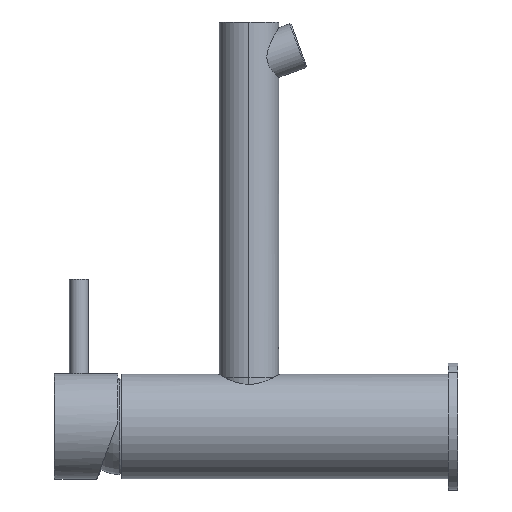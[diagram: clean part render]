
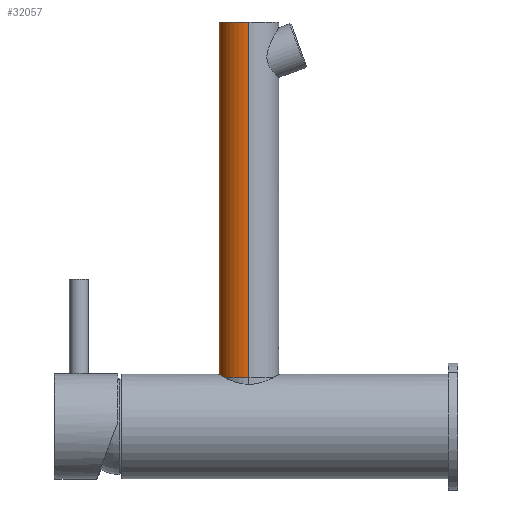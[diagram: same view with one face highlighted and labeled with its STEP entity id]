
A CAD part, left-side view. The second image highlights one B-rep face of the part: STEP entity #32057.
In plain terms, the highlighted cylindrical face has radius 12.7 mm (diameter 25.4 mm), a partial arc.
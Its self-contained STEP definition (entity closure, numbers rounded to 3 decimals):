
#899 = EDGE_CURVE ( 'NONE', #72842, #48365, #74063, .T. ) ;
#3061 = EDGE_CURVE ( 'NONE', #9974, #46548, #50497, .T. ) ;
#7191 = CYLINDRICAL_SURFACE ( 'NONE', #16104, 12.7 ) ;
#9974 = VERTEX_POINT ( 'NONE', #11650 ) ;
#11240 = DIRECTION ( 'NONE',  ( 1., 0., 0. ) ) ;
#11650 = CARTESIAN_POINT ( 'NONE',  ( 12.7, 84.7, 20.93 ) ) ;
#16104 = AXIS2_PLACEMENT_3D ( 'NONE', #87421, #44974, #29684 ) ;
#21787 = LINE ( 'NONE', #88452, #76571 ) ;
#22505 = LINE ( 'NONE', #48307, #39288 ) ;
#23869 = ORIENTED_EDGE ( 'NONE', *, *, #3061, .T. ) ;
#29684 = DIRECTION ( 'NONE',  ( 1., 0., 0. ) ) ;
#32057 = ADVANCED_FACE ( 'NONE', ( #68679 ), #7191, .T. ) ;
#35902 = DIRECTION ( 'NONE',  ( 1., 0., 0. ) ) ;
#38498 = DIRECTION ( 'NONE',  ( 0., 0., 1. ) ) ;
#39288 = VECTOR ( 'NONE', #48914, 1000. ) ;
#43156 = ORIENTED_EDGE ( 'NONE', *, *, #60120, .F. ) ;
#44682 = CARTESIAN_POINT ( 'NONE',  ( 0., 84.7, 20.93 ) ) ;
#44974 = DIRECTION ( 'NONE',  ( 0., 0., 1. ) ) ;
#46273 = ORIENTED_EDGE ( 'NONE', *, *, #899, .F. ) ;
#46507 = EDGE_LOOP ( 'NONE', ( #23869, #53839, #46273, #43156 ) ) ;
#46548 = VERTEX_POINT ( 'NONE', #90058 ) ;
#48307 = CARTESIAN_POINT ( 'NONE',  ( 12.7, 84.7, 171.93 ) ) ;
#48365 = VERTEX_POINT ( 'NONE', #81288 ) ;
#48914 = DIRECTION ( 'NONE',  ( 0., 0., 1. ) ) ;
#50497 = CIRCLE ( 'NONE', #83189, 12.7 ) ;
#53839 = ORIENTED_EDGE ( 'NONE', *, *, #62994, .T. ) ;
#56764 = CARTESIAN_POINT ( 'NONE',  ( 12.7, 84.7, 171.93 ) ) ;
#59063 = DIRECTION ( 'NONE',  ( 0., 0., 1. ) ) ;
#59121 = CARTESIAN_POINT ( 'NONE',  ( 0., 84.7, 171.93 ) ) ;
#60120 = EDGE_CURVE ( 'NONE', #9974, #72842, #22505, .T. ) ;
#62994 = EDGE_CURVE ( 'NONE', #46548, #48365, #21787, .T. ) ;
#64729 = DIRECTION ( 'NONE',  ( 0., 0., 1. ) ) ;
#68679 = FACE_OUTER_BOUND ( 'NONE', #46507, .T. ) ;
#72842 = VERTEX_POINT ( 'NONE', #56764 ) ;
#74063 = CIRCLE ( 'NONE', #87005, 12.7 ) ;
#76571 = VECTOR ( 'NONE', #38498, 1000. ) ;
#81288 = CARTESIAN_POINT ( 'NONE',  ( -12.7, 84.7, 171.93 ) ) ;
#83189 = AXIS2_PLACEMENT_3D ( 'NONE', #44682, #59063, #11240 ) ;
#87005 = AXIS2_PLACEMENT_3D ( 'NONE', #59121, #64729, #35902 ) ;
#87421 = CARTESIAN_POINT ( 'NONE',  ( 0., 84.7, 171.93 ) ) ;
#88452 = CARTESIAN_POINT ( 'NONE',  ( -12.7, 84.7, 171.93 ) ) ;
#90058 = CARTESIAN_POINT ( 'NONE',  ( -12.7, 84.7, 20.93 ) ) ;
